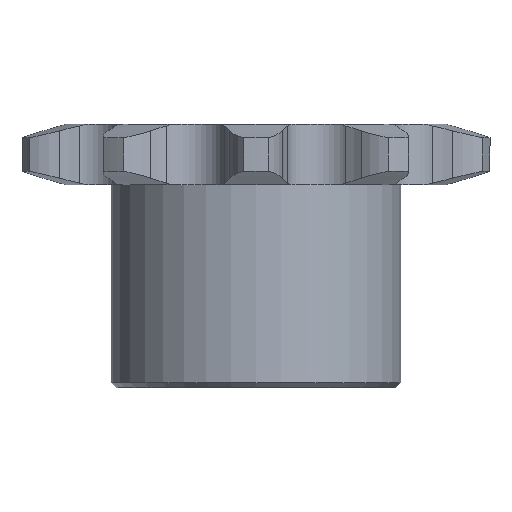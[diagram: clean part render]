
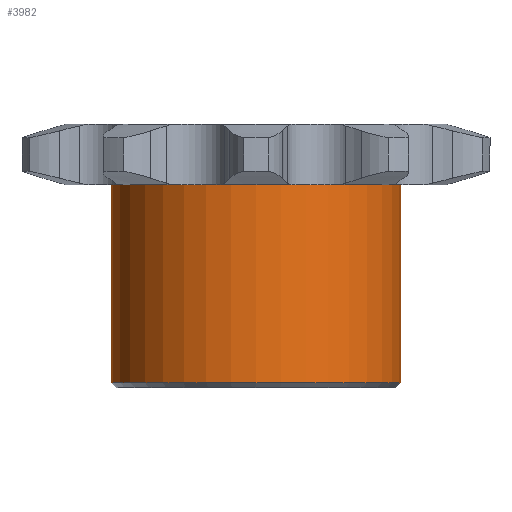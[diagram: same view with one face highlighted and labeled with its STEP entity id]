
A CAD part, front view. The second image highlights one B-rep face of the part: STEP entity #3982.
In plain terms, the highlighted cylindrical face has radius 6.985 mm (diameter 13.97 mm), a partial arc.
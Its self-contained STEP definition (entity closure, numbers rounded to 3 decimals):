
#53 = ORIENTED_EDGE ( 'NONE', *, *, #3153, .T. ) ;
#217 = ORIENTED_EDGE ( 'NONE', *, *, #2631, .F. ) ;
#232 = CIRCLE ( 'NONE', #1018, 6.985 ) ;
#309 = DIRECTION ( 'NONE',  ( -1., 0., 0. ) ) ;
#402 = DIRECTION ( 'NONE',  ( 0., 0., 1. ) ) ;
#601 = ORIENTED_EDGE ( 'NONE', *, *, #2667, .T. ) ;
#715 = CARTESIAN_POINT ( 'NONE',  ( 0., 0., -2.921 ) ) ;
#753 = CARTESIAN_POINT ( 'NONE',  ( 0., 0., -12.7 ) ) ;
#761 = AXIS2_PLACEMENT_3D ( 'NONE', #753, #402, #2062 ) ;
#836 = VERTEX_POINT ( 'NONE', #3284 ) ;
#880 = VERTEX_POINT ( 'NONE', #1349 ) ;
#971 = LINE ( 'NONE', #3905, #977 ) ;
#977 = VECTOR ( 'NONE', #1926, 1000. ) ;
#985 = EDGE_LOOP ( 'NONE', ( #217, #3132, #601, #53 ) ) ;
#1015 = VECTOR ( 'NONE', #3555, 1000. ) ;
#1018 = AXIS2_PLACEMENT_3D ( 'NONE', #715, #3000, #1060 ) ;
#1060 = DIRECTION ( 'NONE',  ( -1., 0., 0. ) ) ;
#1084 = LINE ( 'NONE', #2854, #1015 ) ;
#1158 = CARTESIAN_POINT ( 'NONE',  ( -6.985, 0., -2.921 ) ) ;
#1262 = EDGE_CURVE ( 'NONE', #880, #836, #1891, .T. ) ;
#1349 = CARTESIAN_POINT ( 'NONE',  ( -6.985, 0., -12.446 ) ) ;
#1891 = CIRCLE ( 'NONE', #2005, 6.985 ) ;
#1926 = DIRECTION ( 'NONE',  ( 0., 0., 1. ) ) ;
#2005 = AXIS2_PLACEMENT_3D ( 'NONE', #4304, #2288, #309 ) ;
#2062 = DIRECTION ( 'NONE',  ( 1., 0., 0. ) ) ;
#2171 = VERTEX_POINT ( 'NONE', #4308 ) ;
#2288 = DIRECTION ( 'NONE',  ( 0., 0., 1. ) ) ;
#2631 = EDGE_CURVE ( 'NONE', #880, #3350, #1084, .T. ) ;
#2667 = EDGE_CURVE ( 'NONE', #836, #2171, #971, .T. ) ;
#2854 = CARTESIAN_POINT ( 'NONE',  ( -6.985, 0., -12.7 ) ) ;
#3000 = DIRECTION ( 'NONE',  ( 0., 0., -1. ) ) ;
#3132 = ORIENTED_EDGE ( 'NONE', *, *, #1262, .T. ) ;
#3153 = EDGE_CURVE ( 'NONE', #2171, #3350, #232, .T. ) ;
#3199 = FACE_OUTER_BOUND ( 'NONE', #985, .T. ) ;
#3247 = CYLINDRICAL_SURFACE ( 'NONE', #761, 6.985 ) ;
#3284 = CARTESIAN_POINT ( 'NONE',  ( 6.985, 0., -12.446 ) ) ;
#3350 = VERTEX_POINT ( 'NONE', #1158 ) ;
#3555 = DIRECTION ( 'NONE',  ( 0., 0., 1. ) ) ;
#3905 = CARTESIAN_POINT ( 'NONE',  ( 6.985, 0., -12.7 ) ) ;
#3982 = ADVANCED_FACE ( 'NONE', ( #3199 ), #3247, .T. ) ;
#4304 = CARTESIAN_POINT ( 'NONE',  ( 0., 0., -12.446 ) ) ;
#4308 = CARTESIAN_POINT ( 'NONE',  ( 6.985, 0., -2.921 ) ) ;
